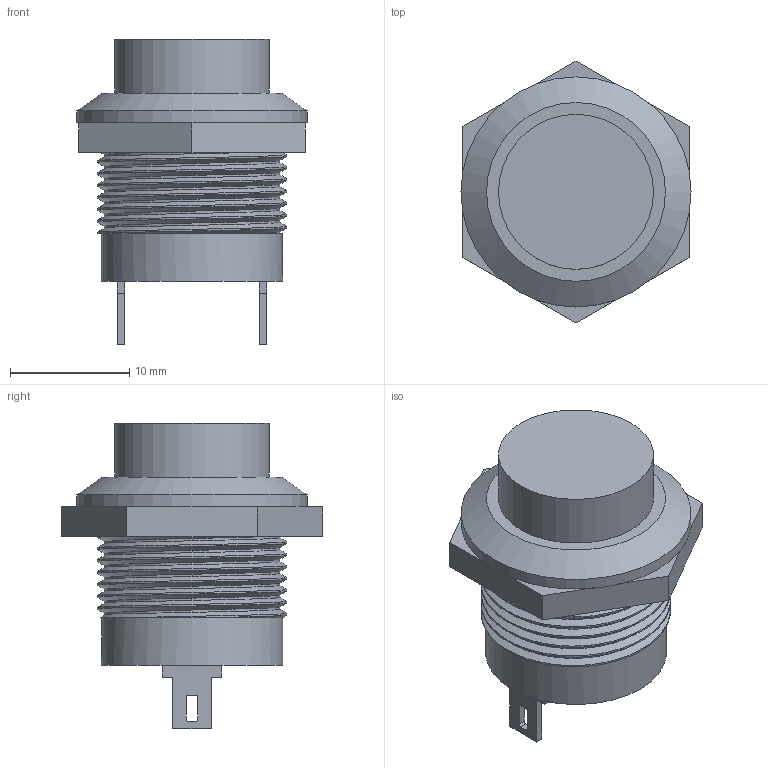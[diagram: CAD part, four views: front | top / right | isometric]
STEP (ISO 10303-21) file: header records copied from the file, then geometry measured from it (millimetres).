
FILE_DESCRIPTION(/* description */ (''),/* implementation_level */ '2;1');
FILE_NAME(/* name */ 'PushButtonRed-WithNut.step',/* time_stamp */ '2021-01-13T11:12:33+01:00',/* author */ (''),/* organization */ (''),/* preprocessor_version */ 'ST-DEVELOPER v18.1',/* originating_system */ 'Autodesk Translation Framework v9.7.1.1290',/* authorisation */ '');
FILE_SCHEMA (('AUTOMOTIVE_DESIGN { 1 0 10303 214 3 1 1 }'));
Length unit declared in the file: millimetre
Products named in the file (5): PushButtonRed; ButtonBody; Button; Connector; Nut
Assembly tree (5 placements, depth 2):
  PushButtonRed
    ButtonBody
    Button
    Connector  x2
    Nut
Bounding box: 19.3 x 21.94 x 25.6 mm (x, y, z)
Volume: 4001.2 mm3; surface area: 2772.1 mm2
Topology: 5 solids, 5 shells, 87 faces, 225 edges, 149 vertices
Faces by surface type: plane 43, cylinder 39, bspline 4, cone 1
Full cylindrical faces by diameter (mm): 13 x1, 14.741 x8, 15.036 x1, 15.2 x1, 15.884 x9, 16.152 x2, 19.3 x1
Entity records: 5702 total; most frequent: CARTESIAN_POINT 3949, ORIENTED_EDGE 354, DIRECTION 290, EDGE_CURVE 177, VERTEX_POINT 117, AXIS2_PLACEMENT_3D 102, LINE 86, VECTOR 86
